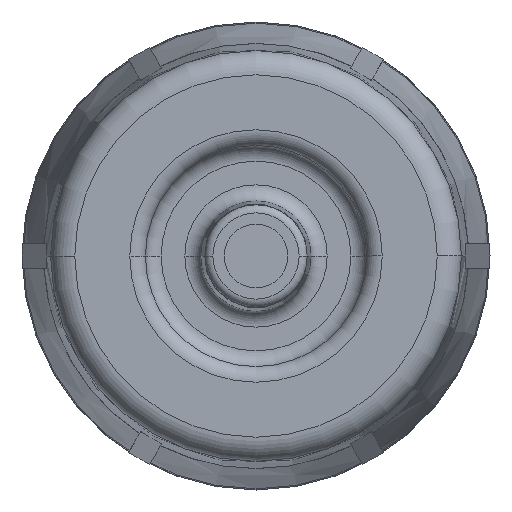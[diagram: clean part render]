
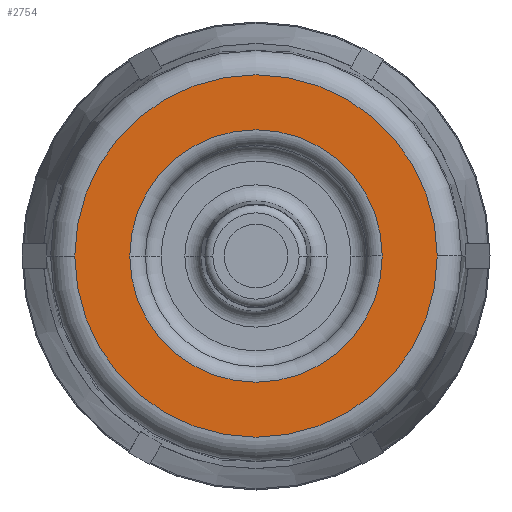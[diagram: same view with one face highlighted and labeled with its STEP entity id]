
A CAD part, front view. The second image highlights one B-rep face of the part: STEP entity #2754.
In plain terms, the highlighted planar face has unit normal (0, -1, 0).
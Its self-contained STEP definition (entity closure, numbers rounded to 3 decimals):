
#51 = AXIS2_PLACEMENT_3D ( 'NONE', #90, #4225, #1455 ) ;
#90 = CARTESIAN_POINT ( 'NONE',  ( 0., -25.7, 0. ) ) ;
#371 = ORIENTED_EDGE ( 'NONE', *, *, #1769, .T. ) ;
#555 = CARTESIAN_POINT ( 'NONE',  ( 0., -25.7, 0. ) ) ;
#576 = FACE_OUTER_BOUND ( 'NONE', #5872, .T. ) ;
#578 = AXIS2_PLACEMENT_3D ( 'NONE', #4751, #2852, #5638 ) ;
#637 = CIRCLE ( 'NONE', #51, 22.456 ) ;
#693 = CARTESIAN_POINT ( 'NONE',  ( 15.649, -25.7, 0. ) ) ;
#975 = CIRCLE ( 'NONE', #578, 22.456 ) ;
#1038 = AXIS2_PLACEMENT_3D ( 'NONE', #4193, #5721, #2385 ) ;
#1455 = DIRECTION ( 'NONE',  ( -1., 0., 0. ) ) ;
#1679 = CARTESIAN_POINT ( 'NONE',  ( 22.456, -25.7, 0. ) ) ;
#1769 = EDGE_CURVE ( 'NONE', #4617, #2820, #4559, .T. ) ;
#1975 = FACE_BOUND ( 'NONE', #3003, .T. ) ;
#2156 = EDGE_CURVE ( 'NONE', #3222, #5088, #637, .T. ) ;
#2371 = DIRECTION ( 'NONE',  ( 0., 1., 0. ) ) ;
#2385 = DIRECTION ( 'NONE',  ( -1., 0., 0. ) ) ;
#2419 = DIRECTION ( 'NONE',  ( 0., 1., 0. ) ) ;
#2490 = AXIS2_PLACEMENT_3D ( 'NONE', #555, #2419, #4817 ) ;
#2754 = ADVANCED_FACE ( 'NONE', ( #576, #1975 ), #4285, .F. ) ;
#2820 = VERTEX_POINT ( 'NONE', #693 ) ;
#2852 = DIRECTION ( 'NONE',  ( 0., 1., 0. ) ) ;
#3003 = EDGE_LOOP ( 'NONE', ( #371, #4122 ) ) ;
#3022 = AXIS2_PLACEMENT_3D ( 'NONE', #3328, #2371, #5112 ) ;
#3222 = VERTEX_POINT ( 'NONE', #1679 ) ;
#3285 = EDGE_CURVE ( 'NONE', #2820, #4617, #5943, .T. ) ;
#3328 = CARTESIAN_POINT ( 'NONE',  ( 0., -25.7, 0. ) ) ;
#3698 = EDGE_CURVE ( 'NONE', #5088, #3222, #975, .T. ) ;
#4122 = ORIENTED_EDGE ( 'NONE', *, *, #3285, .T. ) ;
#4193 = CARTESIAN_POINT ( 'NONE',  ( 22.456, -25.7, 0. ) ) ;
#4225 = DIRECTION ( 'NONE',  ( 0., 1., 0. ) ) ;
#4237 = CARTESIAN_POINT ( 'NONE',  ( -22.456, -25.7, 0. ) ) ;
#4285 = PLANE ( 'NONE',  #1038 ) ;
#4446 = ORIENTED_EDGE ( 'NONE', *, *, #2156, .F. ) ;
#4559 = CIRCLE ( 'NONE', #2490, 15.649 ) ;
#4585 = ORIENTED_EDGE ( 'NONE', *, *, #3698, .F. ) ;
#4617 = VERTEX_POINT ( 'NONE', #4851 ) ;
#4751 = CARTESIAN_POINT ( 'NONE',  ( 0., -25.7, 0. ) ) ;
#4817 = DIRECTION ( 'NONE',  ( -1., 0., 0. ) ) ;
#4851 = CARTESIAN_POINT ( 'NONE',  ( -15.649, -25.7, 0. ) ) ;
#5088 = VERTEX_POINT ( 'NONE', #4237 ) ;
#5112 = DIRECTION ( 'NONE',  ( -1., 0., 0. ) ) ;
#5638 = DIRECTION ( 'NONE',  ( -1., 0., 0. ) ) ;
#5721 = DIRECTION ( 'NONE',  ( 0., 1., 0. ) ) ;
#5872 = EDGE_LOOP ( 'NONE', ( #4585, #4446 ) ) ;
#5943 = CIRCLE ( 'NONE', #3022, 15.649 ) ;
